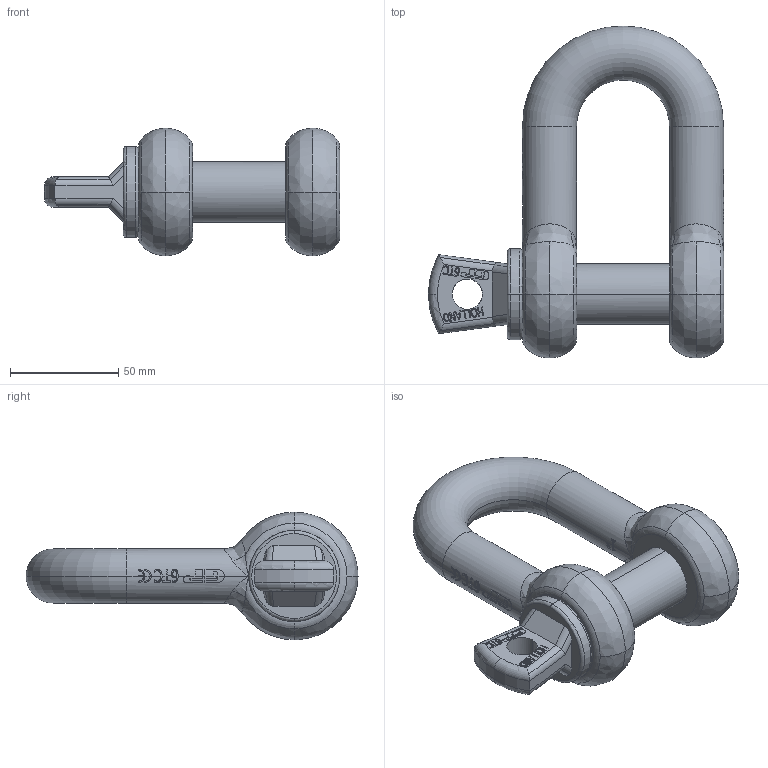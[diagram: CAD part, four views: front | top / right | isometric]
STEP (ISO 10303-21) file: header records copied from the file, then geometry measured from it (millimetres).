
FILE_DESCRIPTION(('.'),'2;1');
FILE_NAME('GPGDBB25.stp','2012-01-15T12:50:14+00:00',('.'),('.'),'','STEP AP214','.');
FILE_SCHEMA(('AUTOMOTIVE_DESIGN { 1 0 10303 214 1 1 1 1 }'));
Length unit declared in the file: millimetre
Products named in the file (3): GPGDBB25; 8,5; 8,5_1
Assembly tree (2 placements, depth 2):
  GPGDBB25
    8,5
    8,5_1
Bounding box: 136.5 x 153.5 x 59 mm (x, y, z)
Volume: 269700.9 mm3; surface area: 50586.7 mm2
Topology: 2 solids, 2 shells, 586 faces, 2027 edges, 1460 vertices
Faces by surface type: plane 221, bspline 221, cylinder 117, torus 24, cone 3
Entity records: 27136 total; most frequent: CARTESIAN_POINT 12118, ORIENTED_EDGE 4038, EDGE_CURVE 2019, VERTEX_POINT 1460, DIRECTION 1364, B_SPLINE_CURVE_WITH_KNOTS 1302, EDGE_LOOP 615, VECTOR 588
